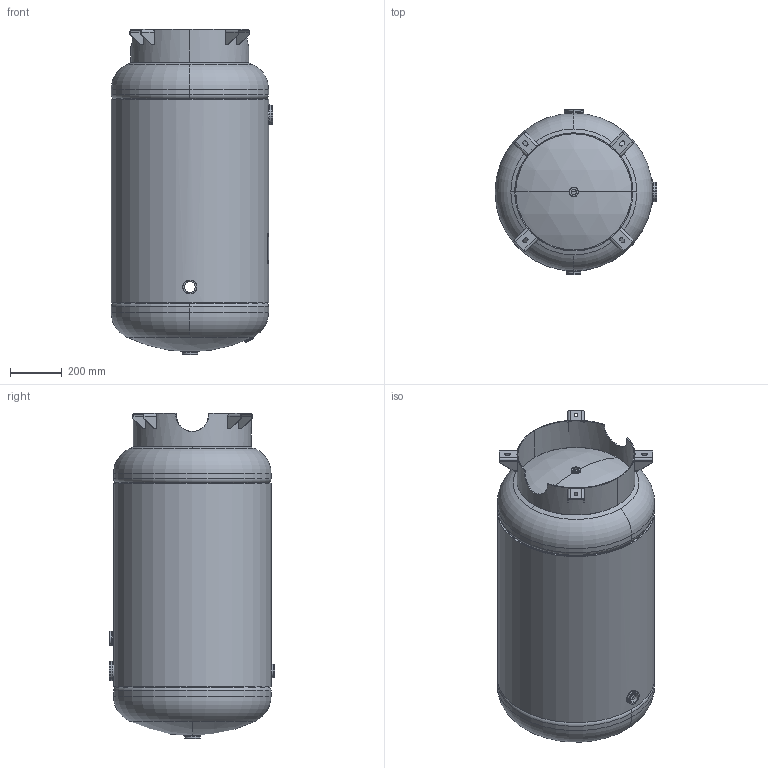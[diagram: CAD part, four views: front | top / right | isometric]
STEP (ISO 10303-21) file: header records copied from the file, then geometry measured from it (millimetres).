
FILE_DESCRIPTION (( 'STEP AP214' ), '1' );
FILE_NAME ('302418.STEP', '2024-10-04T16:57:31', ( '' ), ( '' ), 'SwSTEP 2.0', 'SolidWorks 2022', '' );
FILE_SCHEMA (( 'AUTOMOTIVE_DESIGN' ));
Length unit declared in the file: inch
Products named in the file (1): 302418
Bounding box: 626.26 x 640.56 x 1258.31 mm (x, y, z)
Volume: 17294585.6 mm3; surface area: 5530819 mm2
Topology: 16 solids, 16 shells, 358 faces, 774 edges, 460 vertices
Faces by surface type: plane 128, cylinder 100, torus 100, bspline 22, sphere 8
Full cylindrical faces by diameter (mm): 598.068 x1, 609.6 x1
Entity records: 21351 total; most frequent: CARTESIAN_POINT 8569, DIRECTION 1748, ORIENTED_EDGE 1548, EDGE_CURVE 774, AXIS2_PLACEMENT_3D 725, VERTEX_POINT 460, EDGE_LOOP 408, CIRCLE 388
